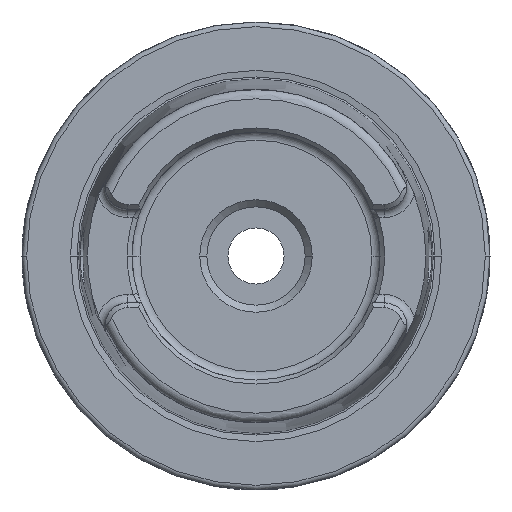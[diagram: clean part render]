
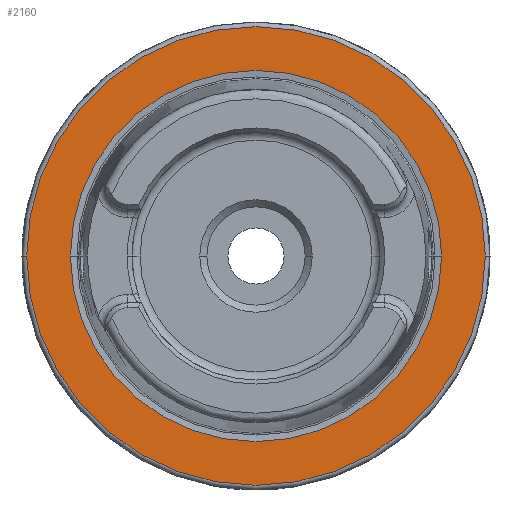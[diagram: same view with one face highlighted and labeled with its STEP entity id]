
A CAD part, left-side view. The second image highlights one B-rep face of the part: STEP entity #2160.
In plain terms, the highlighted planar face has unit normal (-1, 0, 0).
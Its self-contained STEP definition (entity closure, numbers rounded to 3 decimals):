
#11 = DIRECTION ( 'NONE',  ( 0., 0., 1. ) ) ;
#202 = ORIENTED_EDGE ( 'NONE', *, *, #6064, .F. ) ;
#306 = EDGE_CURVE ( 'NONE', #9801, #3367, #3615, .T. ) ;
#700 = CARTESIAN_POINT ( 'NONE',  ( 0., 0., 0. ) ) ;
#1232 = CARTESIAN_POINT ( 'NONE',  ( 0., 0., 39.647 ) ) ;
#1330 = EDGE_CURVE ( 'NONE', #6839, #5786, #1913, .T. ) ;
#1452 = FACE_BOUND ( 'NONE', #2349, .T. ) ;
#1913 = CIRCLE ( 'NONE', #11105, 39.647 ) ;
#1956 = AXIS2_PLACEMENT_3D ( 'NONE', #10619, #5834, #11 ) ;
#2138 = AXIS2_PLACEMENT_3D ( 'NONE', #6391, #7592, #5031 ) ;
#2160 = ADVANCED_FACE ( 'NONE', ( #1452, #4196 ), #3214, .T. ) ;
#2349 = EDGE_LOOP ( 'NONE', ( #10624, #10904 ) ) ;
#2815 = EDGE_LOOP ( 'NONE', ( #11358, #202 ) ) ;
#3045 = DIRECTION ( 'NONE',  ( 0., 0., -1. ) ) ;
#3199 = DIRECTION ( 'NONE',  ( 1., 0., 0. ) ) ;
#3214 = PLANE ( 'NONE',  #1956 ) ;
#3226 = AXIS2_PLACEMENT_3D ( 'NONE', #6852, #3199, #5930 ) ;
#3367 = VERTEX_POINT ( 'NONE', #8793 ) ;
#3615 = CIRCLE ( 'NONE', #2138, 49. ) ;
#3899 = EDGE_CURVE ( 'NONE', #5786, #6839, #8038, .T. ) ;
#4196 = FACE_OUTER_BOUND ( 'NONE', #2815, .T. ) ;
#4615 = AXIS2_PLACEMENT_3D ( 'NONE', #7451, #5603, #3045 ) ;
#5031 = DIRECTION ( 'NONE',  ( 0., 0., -1. ) ) ;
#5603 = DIRECTION ( 'NONE',  ( 1., 0., 0. ) ) ;
#5786 = VERTEX_POINT ( 'NONE', #8400 ) ;
#5834 = DIRECTION ( 'NONE',  ( -1., 0., 0. ) ) ;
#5930 = DIRECTION ( 'NONE',  ( 0., 0., -1. ) ) ;
#6064 = EDGE_CURVE ( 'NONE', #3367, #9801, #7027, .T. ) ;
#6391 = CARTESIAN_POINT ( 'NONE',  ( 0., 0., 0. ) ) ;
#6839 = VERTEX_POINT ( 'NONE', #1232 ) ;
#6852 = CARTESIAN_POINT ( 'NONE',  ( 0., 0., 0. ) ) ;
#6897 = DIRECTION ( 'NONE',  ( 0., 0., -1. ) ) ;
#7027 = CIRCLE ( 'NONE', #4615, 49. ) ;
#7451 = CARTESIAN_POINT ( 'NONE',  ( 0., 0., 0. ) ) ;
#7592 = DIRECTION ( 'NONE',  ( 1., 0., 0. ) ) ;
#8038 = CIRCLE ( 'NONE', #3226, 39.647 ) ;
#8080 = CARTESIAN_POINT ( 'NONE',  ( 0., 0., -49. ) ) ;
#8400 = CARTESIAN_POINT ( 'NONE',  ( 0., 0., -39.647 ) ) ;
#8793 = CARTESIAN_POINT ( 'NONE',  ( 0., 0., 49. ) ) ;
#9465 = DIRECTION ( 'NONE',  ( 1., 0., 0. ) ) ;
#9801 = VERTEX_POINT ( 'NONE', #8080 ) ;
#10619 = CARTESIAN_POINT ( 'NONE',  ( 0., 39.647, 0. ) ) ;
#10624 = ORIENTED_EDGE ( 'NONE', *, *, #1330, .T. ) ;
#10904 = ORIENTED_EDGE ( 'NONE', *, *, #3899, .T. ) ;
#11105 = AXIS2_PLACEMENT_3D ( 'NONE', #700, #9465, #6897 ) ;
#11358 = ORIENTED_EDGE ( 'NONE', *, *, #306, .F. ) ;
